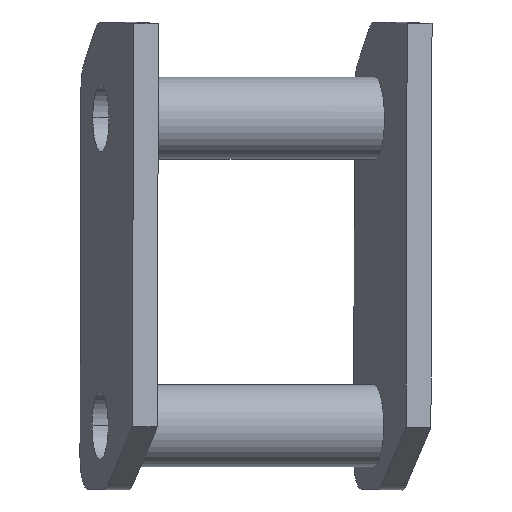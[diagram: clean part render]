
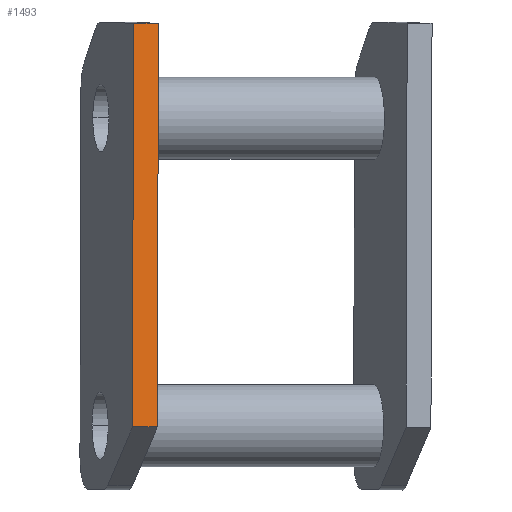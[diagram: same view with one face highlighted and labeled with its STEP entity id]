
A CAD part, top view. The second image highlights one B-rep face of the part: STEP entity #1493.
In plain terms, the highlighted planar face has unit normal (0.24, -0.011, 0.971).
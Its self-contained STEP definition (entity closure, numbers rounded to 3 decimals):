
#33 = PLANE('',#34);
#34 = AXIS2_PLACEMENT_3D('',#35,#36,#37);
#35 = CARTESIAN_POINT('',(-12.745,29.554,
    31.718));
#36 = DIRECTION('',(0.971,0.,-0.241));
#37 = DIRECTION('',(-0.241,0.011,-0.971));
#333 = VERTEX_POINT('',#334);
#334 = CARTESIAN_POINT('',(-14.435,-25.37,
    24.899));
#348 = PLANE('',#349);
#349 = AXIS2_PLACEMENT_3D('',#350,#351,#352);
#350 = CARTESIAN_POINT('',(-14.435,-25.37,
    24.899));
#351 = DIRECTION('',(-0.119,0.87,-0.479));
#352 = DIRECTION('',(-0.209,-0.494,-0.844));
#360 = EDGE_CURVE('',#333,#361,#363,.T.);
#361 = VERTEX_POINT('',#362);
#362 = CARTESIAN_POINT('',(-14.264,37.626,
    25.591));
#363 = SURFACE_CURVE('',#364,(#368,#375),.PCURVE_S1.);
#364 = LINE('',#365,#366);
#365 = CARTESIAN_POINT('',(-14.435,-25.37,
    24.899));
#366 = VECTOR('',#367,1.);
#367 = DIRECTION('',(0.003,1.,0.011
    ));
#368 = PCURVE('',#33,#369);
#369 = DEFINITIONAL_REPRESENTATION('',(#370),#374);
#370 = LINE('',#371,#372);
#371 = CARTESIAN_POINT('',(6.403,-55.));
#372 = VECTOR('',#373,1.);
#373 = DIRECTION('',(0.,1.));
#374 = ( GEOMETRIC_REPRESENTATION_CONTEXT(2) 
PARAMETRIC_REPRESENTATION_CONTEXT() REPRESENTATION_CONTEXT('2D SPACE',''
  ) );
#375 = PCURVE('',#376,#381);
#376 = PLANE('',#377);
#377 = AXIS2_PLACEMENT_3D('',#378,#379,#380);
#378 = CARTESIAN_POINT('',(-14.264,37.626,
    25.591));
#379 = DIRECTION('',(-0.241,0.011,-0.971)
  );
#380 = DIRECTION('',(-0.003,-1.,
    -0.011));
#381 = DEFINITIONAL_REPRESENTATION('',(#382),#386);
#382 = LINE('',#383,#384);
#383 = CARTESIAN_POINT('',(63.,0.));
#384 = VECTOR('',#385,1.);
#385 = DIRECTION('',(-1.,0.));
#386 = ( GEOMETRIC_REPRESENTATION_CONTEXT(2) 
PARAMETRIC_REPRESENTATION_CONTEXT() REPRESENTATION_CONTEXT('2D SPACE',''
  ) );
#402 = PLANE('',#403);
#403 = AXIS2_PLACEMENT_3D('',#404,#405,#406);
#404 = CARTESIAN_POINT('',(-19.859,37.889,3.011
    ));
#405 = DIRECTION('',(-0.003,-1.,
    -0.011));
#406 = DIRECTION('',(0.241,-0.011,0.971));
#753 = PLANE('',#754);
#754 = AXIS2_PLACEMENT_3D('',#755,#756,#757);
#755 = CARTESIAN_POINT('',(-16.628,29.554,
    32.68));
#756 = DIRECTION('',(0.971,0.,-0.241));
#757 = DIRECTION('',(-0.241,0.011,-0.971)
  );
#770 = VERTEX_POINT('',#771);
#771 = CARTESIAN_POINT('',(-18.146,37.626,
    26.553));
#792 = EDGE_CURVE('',#793,#770,#795,.T.);
#793 = VERTEX_POINT('',#794);
#794 = CARTESIAN_POINT('',(-18.318,-25.37,
    25.861));
#795 = SURFACE_CURVE('',#796,(#800,#807),.PCURVE_S1.);
#796 = LINE('',#797,#798);
#797 = CARTESIAN_POINT('',(-18.318,-25.37,
    25.861));
#798 = VECTOR('',#799,1.);
#799 = DIRECTION('',(0.003,1.,0.011
    ));
#800 = PCURVE('',#753,#801);
#801 = DEFINITIONAL_REPRESENTATION('',(#802),#806);
#802 = LINE('',#803,#804);
#803 = CARTESIAN_POINT('',(6.403,-55.));
#804 = VECTOR('',#805,1.);
#805 = DIRECTION('',(0.,1.));
#806 = ( GEOMETRIC_REPRESENTATION_CONTEXT(2) 
PARAMETRIC_REPRESENTATION_CONTEXT() REPRESENTATION_CONTEXT('2D SPACE',''
  ) );
#807 = PCURVE('',#376,#808);
#808 = DEFINITIONAL_REPRESENTATION('',(#809),#813);
#809 = LINE('',#810,#811);
#810 = CARTESIAN_POINT('',(63.,4.));
#811 = VECTOR('',#812,1.);
#812 = DIRECTION('',(-1.,0.));
#813 = ( GEOMETRIC_REPRESENTATION_CONTEXT(2) 
PARAMETRIC_REPRESENTATION_CONTEXT() REPRESENTATION_CONTEXT('2D SPACE',''
  ) );
#1472 = EDGE_CURVE('',#770,#361,#1473,.T.);
#1473 = SURFACE_CURVE('',#1474,(#1478,#1485),.PCURVE_S1.);
#1474 = LINE('',#1475,#1476);
#1475 = CARTESIAN_POINT('',(-18.146,37.626,
    26.553));
#1476 = VECTOR('',#1477,1.);
#1477 = DIRECTION('',(0.971,0.,-0.241)
  );
#1478 = PCURVE('',#402,#1479);
#1479 = DEFINITIONAL_REPRESENTATION('',(#1480),#1484);
#1480 = LINE('',#1481,#1482);
#1481 = CARTESIAN_POINT('',(23.264,4.));
#1482 = VECTOR('',#1483,1.);
#1483 = DIRECTION('',(0.,-1.));
#1484 = ( GEOMETRIC_REPRESENTATION_CONTEXT(2) 
PARAMETRIC_REPRESENTATION_CONTEXT() REPRESENTATION_CONTEXT('2D SPACE',''
  ) );
#1485 = PCURVE('',#376,#1486);
#1486 = DEFINITIONAL_REPRESENTATION('',(#1487),#1491);
#1487 = LINE('',#1488,#1489);
#1488 = CARTESIAN_POINT('',(0.,4.));
#1489 = VECTOR('',#1490,1.);
#1490 = DIRECTION('',(0.,-1.));
#1491 = ( GEOMETRIC_REPRESENTATION_CONTEXT(2) 
PARAMETRIC_REPRESENTATION_CONTEXT() REPRESENTATION_CONTEXT('2D SPACE',''
  ) );
#1493 = ADVANCED_FACE('',(#1494),#376,.F.);
#1494 = FACE_BOUND('',#1495,.F.);
#1495 = EDGE_LOOP('',(#1496,#1497,#1518,#1519));
#1496 = ORIENTED_EDGE('',*,*,#360,.F.);
#1497 = ORIENTED_EDGE('',*,*,#1498,.F.);
#1498 = EDGE_CURVE('',#793,#333,#1499,.T.);
#1499 = SURFACE_CURVE('',#1500,(#1504,#1511),.PCURVE_S1.);
#1500 = LINE('',#1501,#1502);
#1501 = CARTESIAN_POINT('',(-18.318,-25.37,
    25.861));
#1502 = VECTOR('',#1503,1.);
#1503 = DIRECTION('',(0.971,0.,-0.241)
  );
#1504 = PCURVE('',#376,#1505);
#1505 = DEFINITIONAL_REPRESENTATION('',(#1506),#1510);
#1506 = LINE('',#1507,#1508);
#1507 = CARTESIAN_POINT('',(63.,4.));
#1508 = VECTOR('',#1509,1.);
#1509 = DIRECTION('',(0.,-1.));
#1510 = ( GEOMETRIC_REPRESENTATION_CONTEXT(2) 
PARAMETRIC_REPRESENTATION_CONTEXT() REPRESENTATION_CONTEXT('2D SPACE',''
  ) );
#1511 = PCURVE('',#348,#1512);
#1512 = DEFINITIONAL_REPRESENTATION('',(#1513),#1517);
#1513 = LINE('',#1514,#1515);
#1514 = CARTESIAN_POINT('',(0.,4.));
#1515 = VECTOR('',#1516,1.);
#1516 = DIRECTION('',(0.,-1.));
#1517 = ( GEOMETRIC_REPRESENTATION_CONTEXT(2) 
PARAMETRIC_REPRESENTATION_CONTEXT() REPRESENTATION_CONTEXT('2D SPACE',''
  ) );
#1518 = ORIENTED_EDGE('',*,*,#792,.T.);
#1519 = ORIENTED_EDGE('',*,*,#1472,.T.);
